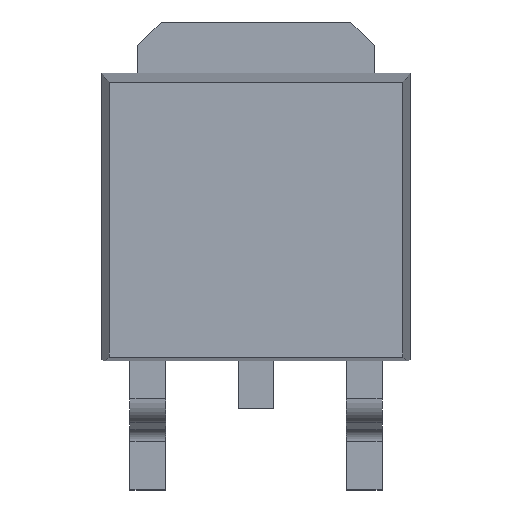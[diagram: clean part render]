
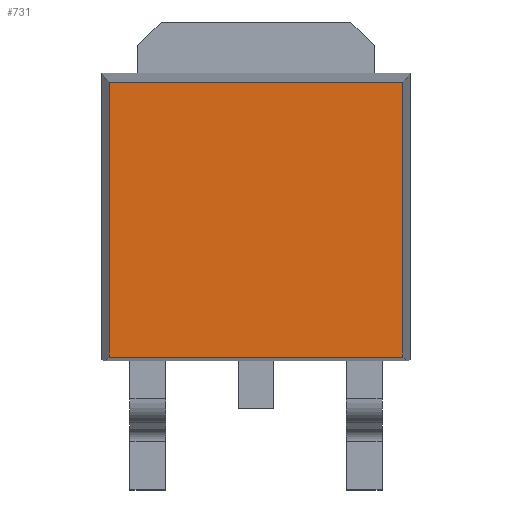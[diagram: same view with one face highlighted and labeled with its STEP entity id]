
A CAD part, top view. The second image highlights one B-rep face of the part: STEP entity #731.
In plain terms, the highlighted planar face has unit normal (0, 0, 1).
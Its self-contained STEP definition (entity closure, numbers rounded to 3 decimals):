
#81 = ORIENTED_EDGE ( 'NONE', *, *, #2069, .T. ) ;
#150 = AXIS2_PLACEMENT_3D ( 'NONE', #1374, #2272, #1352 ) ;
#235 = DIRECTION ( 'NONE',  ( 0., -1., 0. ) ) ;
#514 = LINE ( 'NONE', #1369, #2476 ) ;
#582 = VERTEX_POINT ( 'NONE', #1758 ) ;
#599 = LINE ( 'NONE', #993, #1846 ) ;
#619 = FACE_OUTER_BOUND ( 'NONE', #1551, .T. ) ;
#621 = VERTEX_POINT ( 'NONE', #2705 ) ;
#731 = ADVANCED_FACE ( 'NONE', ( #619 ), #1097, .T. ) ;
#924 = EDGE_CURVE ( 'NONE', #582, #1717, #1215, .T. ) ;
#993 = CARTESIAN_POINT ( 'NONE',  ( 0., -2.142, 2.38 ) ) ;
#1097 = PLANE ( 'NONE',  #150 ) ;
#1105 = ORIENTED_EDGE ( 'NONE', *, *, #1168, .T. ) ;
#1168 = EDGE_CURVE ( 'NONE', #1316, #582, #514, .T. ) ;
#1215 = LINE ( 'NONE', #2348, #1332 ) ;
#1216 = EDGE_CURVE ( 'NONE', #621, #1316, #599, .T. ) ;
#1316 = VERTEX_POINT ( 'NONE', #2338 ) ;
#1332 = VECTOR ( 'NONE', #2118, 1000. ) ;
#1352 = DIRECTION ( 'NONE',  ( 1., 0., 0. ) ) ;
#1369 = CARTESIAN_POINT ( 'NONE',  ( 3.109, 0.825, 2.38 ) ) ;
#1374 = CARTESIAN_POINT ( 'NONE',  ( 0., 0.825, 2.38 ) ) ;
#1551 = EDGE_LOOP ( 'NONE', ( #1105, #2686, #81, #2424 ) ) ;
#1608 = DIRECTION ( 'NONE',  ( 0., 1., 0. ) ) ;
#1717 = VERTEX_POINT ( 'NONE', #2652 ) ;
#1745 = LINE ( 'NONE', #1968, #2145 ) ;
#1758 = CARTESIAN_POINT ( 'NONE',  ( 3.109, 3.679, 2.38 ) ) ;
#1846 = VECTOR ( 'NONE', #2124, 1000. ) ;
#1968 = CARTESIAN_POINT ( 'NONE',  ( -3.109, 0.825, 2.38 ) ) ;
#2069 = EDGE_CURVE ( 'NONE', #1717, #621, #1745, .T. ) ;
#2118 = DIRECTION ( 'NONE',  ( -1., 0., 0. ) ) ;
#2124 = DIRECTION ( 'NONE',  ( 1., 0., 0. ) ) ;
#2145 = VECTOR ( 'NONE', #235, 1000. ) ;
#2272 = DIRECTION ( 'NONE',  ( 0., 0., 1. ) ) ;
#2338 = CARTESIAN_POINT ( 'NONE',  ( 3.109, -2.142, 2.38 ) ) ;
#2348 = CARTESIAN_POINT ( 'NONE',  ( 0., 3.679, 2.38 ) ) ;
#2424 = ORIENTED_EDGE ( 'NONE', *, *, #1216, .T. ) ;
#2476 = VECTOR ( 'NONE', #1608, 1000. ) ;
#2652 = CARTESIAN_POINT ( 'NONE',  ( -3.109, 3.679, 2.38 ) ) ;
#2686 = ORIENTED_EDGE ( 'NONE', *, *, #924, .T. ) ;
#2705 = CARTESIAN_POINT ( 'NONE',  ( -3.109, -2.142, 2.38 ) ) ;
